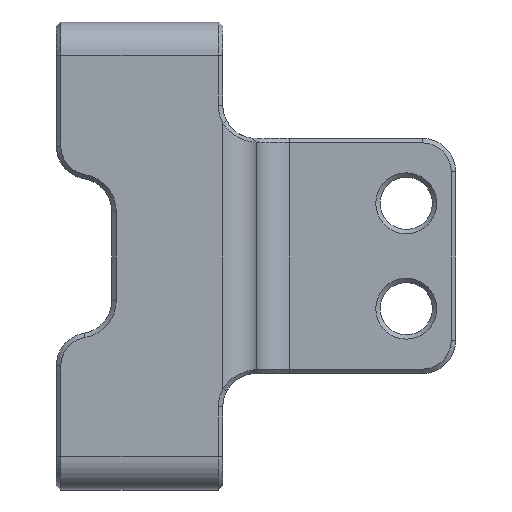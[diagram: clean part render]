
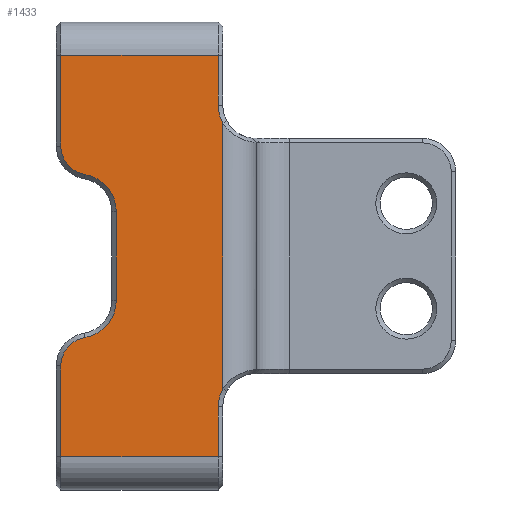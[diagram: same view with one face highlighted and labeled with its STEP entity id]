
A CAD part, left-side view. The second image highlights one B-rep face of the part: STEP entity #1433.
In plain terms, the highlighted planar face has unit normal (-1, 0, 0).
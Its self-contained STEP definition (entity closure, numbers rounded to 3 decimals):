
#65=CIRCLE('',#1528,2.6);
#67=CIRCLE('',#1531,3.4);
#69=CIRCLE('',#1535,3.4);
#71=CIRCLE('',#1538,2.6);
#91=CIRCLE('',#1574,3.4);
#92=CIRCLE('',#1575,3.4);
#185=FACE_OUTER_BOUND('',#280,.T.);
#280=EDGE_LOOP('',(#1078,#1079,#1080,#1081,#1082,#1083,#1084,#1085,#1086,
#1087,#1088,#1089,#1090,#1091));
#366=LINE('',#2169,#498);
#371=LINE('',#2187,#503);
#376=LINE('',#2205,#508);
#388=LINE('',#2245,#520);
#401=LINE('',#2288,#533);
#403=LINE('',#2294,#535);
#404=LINE('',#2298,#536);
#405=LINE('',#2301,#537);
#498=VECTOR('',#1718,10.);
#503=VECTOR('',#1737,10.);
#508=VECTOR('',#1756,10.);
#520=VECTOR('',#1800,10.);
#533=VECTOR('',#1843,10.);
#535=VECTOR('',#1849,1000.);
#536=VECTOR('',#1852,1000.);
#537=VECTOR('',#1855,1000.);
#630=VERTEX_POINT('',#2161);
#632=VERTEX_POINT('',#2167);
#634=VERTEX_POINT('',#2173);
#636=VERTEX_POINT('',#2179);
#638=VERTEX_POINT('',#2185);
#640=VERTEX_POINT('',#2191);
#642=VERTEX_POINT('',#2197);
#644=VERTEX_POINT('',#2203);
#656=VERTEX_POINT('',#2243);
#671=VERTEX_POINT('',#2287);
#673=VERTEX_POINT('',#2293);
#674=VERTEX_POINT('',#2295);
#675=VERTEX_POINT('',#2297);
#676=VERTEX_POINT('',#2299);
#760=EDGE_CURVE('',#632,#630,#366,.T.);
#763=EDGE_CURVE('',#634,#632,#65,.T.);
#766=EDGE_CURVE('',#636,#634,#67,.T.);
#769=EDGE_CURVE('',#638,#636,#371,.T.);
#772=EDGE_CURVE('',#640,#638,#69,.T.);
#775=EDGE_CURVE('',#642,#640,#71,.T.);
#778=EDGE_CURVE('',#644,#642,#376,.T.);
#799=EDGE_CURVE('',#656,#644,#388,.T.);
#820=EDGE_CURVE('',#630,#671,#401,.T.);
#823=EDGE_CURVE('',#656,#673,#403,.T.);
#824=EDGE_CURVE('',#673,#674,#91,.T.);
#825=EDGE_CURVE('',#674,#675,#404,.T.);
#826=EDGE_CURVE('',#675,#676,#92,.T.);
#827=EDGE_CURVE('',#676,#671,#405,.T.);
#1078=ORIENTED_EDGE('',*,*,#778,.F.);
#1079=ORIENTED_EDGE('',*,*,#799,.F.);
#1080=ORIENTED_EDGE('',*,*,#823,.T.);
#1081=ORIENTED_EDGE('',*,*,#824,.T.);
#1082=ORIENTED_EDGE('',*,*,#825,.T.);
#1083=ORIENTED_EDGE('',*,*,#826,.T.);
#1084=ORIENTED_EDGE('',*,*,#827,.T.);
#1085=ORIENTED_EDGE('',*,*,#820,.F.);
#1086=ORIENTED_EDGE('',*,*,#760,.F.);
#1087=ORIENTED_EDGE('',*,*,#763,.F.);
#1088=ORIENTED_EDGE('',*,*,#766,.F.);
#1089=ORIENTED_EDGE('',*,*,#769,.F.);
#1090=ORIENTED_EDGE('',*,*,#772,.F.);
#1091=ORIENTED_EDGE('',*,*,#775,.F.);
#1378=PLANE('',#1573);
#1433=ADVANCED_FACE('',(#185),#1378,.T.);
#1528=AXIS2_PLACEMENT_3D('',#2175,#1723,#1724);
#1531=AXIS2_PLACEMENT_3D('',#2181,#1730,#1731);
#1535=AXIS2_PLACEMENT_3D('',#2193,#1742,#1743);
#1538=AXIS2_PLACEMENT_3D('',#2199,#1749,#1750);
#1573=AXIS2_PLACEMENT_3D('',#2292,#1847,#1848);
#1574=AXIS2_PLACEMENT_3D('',#2296,#1850,#1851);
#1575=AXIS2_PLACEMENT_3D('',#2300,#1853,#1854);
#1718=DIRECTION('',(0.,0.,1.));
#1723=DIRECTION('center_axis',(1.,0.,0.));
#1724=DIRECTION('ref_axis',(0.,0.167,-0.986));
#1730=DIRECTION('center_axis',(-1.,0.,0.));
#1731=DIRECTION('ref_axis',(0.,-0.167,0.986));
#1737=DIRECTION('',(0.,0.,1.));
#1742=DIRECTION('center_axis',(-1.,0.,0.));
#1743=DIRECTION('ref_axis',(0.,-1.,0.));
#1749=DIRECTION('center_axis',(1.,0.,0.));
#1750=DIRECTION('ref_axis',(0.,1.,0.));
#1756=DIRECTION('',(0.,0.,1.));
#1800=DIRECTION('',(0.,1.,0.));
#1843=DIRECTION('',(0.,-1.,0.));
#1847=DIRECTION('center_axis',(-1.,0.,0.));
#1848=DIRECTION('ref_axis',(0.,-1.,0.));
#1849=DIRECTION('',(0.,0.,1.));
#1850=DIRECTION('center_axis',(1.,0.,0.));
#1851=DIRECTION('ref_axis',(0.,-1.,0.));
#1852=DIRECTION('',(0.,0.,1.));
#1853=DIRECTION('center_axis',(1.,0.,0.));
#1854=DIRECTION('ref_axis',(0.,-1.,0.));
#1855=DIRECTION('',(0.,0.,1.));
#2161=CARTESIAN_POINT('',(-772.166,236.523,28.368));
#2167=CARTESIAN_POINT('',(-772.166,236.523,20.184));
#2169=CARTESIAN_POINT('',(-772.166,236.523,15.684));
#2173=CARTESIAN_POINT('',(-772.166,234.356,17.62));
#2175=CARTESIAN_POINT('Origin',(-772.166,233.923,20.184));
#2179=CARTESIAN_POINT('',(-772.166,231.523,14.268));
#2181=CARTESIAN_POINT('Origin',(-772.166,234.923,14.268));
#2185=CARTESIAN_POINT('',(-772.166,231.523,6.268));
#2187=CARTESIAN_POINT('',(-772.166,231.523,7.134));
#2191=CARTESIAN_POINT('',(-772.166,234.356,2.916));
#2193=CARTESIAN_POINT('Origin',(-772.166,234.923,6.268));
#2197=CARTESIAN_POINT('',(-772.166,236.523,0.352));
#2199=CARTESIAN_POINT('Origin',(-772.166,233.923,0.352));
#2203=CARTESIAN_POINT('',(-772.166,236.523,-7.832));
#2205=CARTESIAN_POINT('',(-772.166,236.523,0.176));
#2243=CARTESIAN_POINT('',(-772.166,222.323,-7.832));
#2245=CARTESIAN_POINT('',(-772.166,114.462,-7.832));
#2287=CARTESIAN_POINT('',(-772.166,222.323,28.368));
#2288=CARTESIAN_POINT('',(-772.166,114.462,28.368));
#2292=CARTESIAN_POINT('Origin',(-772.166,0.,
0.));
#2293=CARTESIAN_POINT('',(-772.166,222.323,-3.332));
#2294=CARTESIAN_POINT('',(-772.166,222.323,-3.332));
#2295=CARTESIAN_POINT('',(-772.166,221.923,-1.732));
#2296=CARTESIAN_POINT('Origin',(-772.166,218.923,-3.332));
#2297=CARTESIAN_POINT('',(-772.166,221.923,22.268));
#2298=CARTESIAN_POINT('',(-772.166,221.923,20.868));
#2299=CARTESIAN_POINT('',(-772.166,222.323,23.868));
#2300=CARTESIAN_POINT('Origin',(-772.166,218.923,23.868));
#2301=CARTESIAN_POINT('',(-772.166,222.323,28.368));
